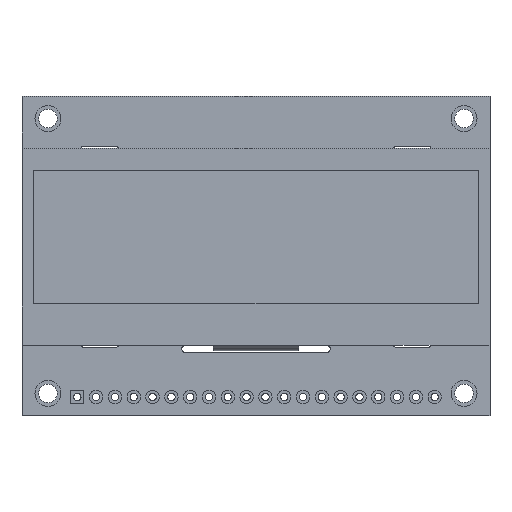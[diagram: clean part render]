
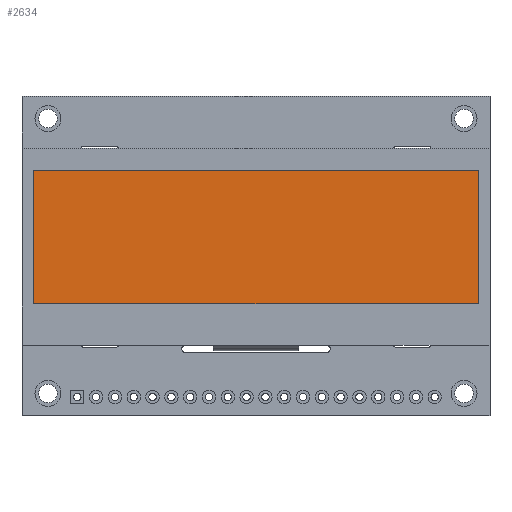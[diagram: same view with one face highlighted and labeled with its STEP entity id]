
A CAD part, top view. The second image highlights one B-rep face of the part: STEP entity #2634.
In plain terms, the highlighted planar face has unit normal (0, 0, 1).
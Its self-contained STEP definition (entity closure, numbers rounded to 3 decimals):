
#156 = EDGE_CURVE ( 'NONE', #6807, #13816, #5222, .T. ) ;
#157 = AXIS2_PLACEMENT_3D ( 'NONE', #13750, #7361, #974 ) ;
#200 = LINE ( 'NONE', #10035, #5567 ) ;
#921 = PLANE ( 'NONE',  #157 ) ;
#974 = DIRECTION ( 'NONE',  ( 1., 0., 0. ) ) ;
#990 = EDGE_CURVE ( 'NONE', #8471, #1949, #200, .T. ) ;
#1257 = CARTESIAN_POINT ( 'NONE',  ( 30., 11.55, 3.2 ) ) ;
#1330 = ORIENTED_EDGE ( 'NONE', *, *, #156, .T. ) ;
#1359 = CARTESIAN_POINT ( 'NONE',  ( 30., -6.45, 3.2 ) ) ;
#1665 = ORIENTED_EDGE ( 'NONE', *, *, #4033, .T. ) ;
#1949 = VERTEX_POINT ( 'NONE', #5306 ) ;
#2362 = VECTOR ( 'NONE', #5627, 1000. ) ;
#2634 = ADVANCED_FACE ( 'NONE', ( #10165 ), #921, .T. ) ;
#2710 = ORIENTED_EDGE ( 'NONE', *, *, #12912, .T. ) ;
#3509 = DIRECTION ( 'NONE',  ( 1., 0., 0. ) ) ;
#4033 = EDGE_CURVE ( 'NONE', #1949, #6807, #4749, .T. ) ;
#4749 = LINE ( 'NONE', #9891, #7255 ) ;
#5222 = LINE ( 'NONE', #1257, #2362 ) ;
#5306 = CARTESIAN_POINT ( 'NONE',  ( -30., -6.45, 3.2 ) ) ;
#5567 = VECTOR ( 'NONE', #11119, 1000. ) ;
#5627 = DIRECTION ( 'NONE',  ( 0., 1., 0. ) ) ;
#5779 = CARTESIAN_POINT ( 'NONE',  ( -30., 11.55, 3.2 ) ) ;
#6807 = VERTEX_POINT ( 'NONE', #1359 ) ;
#6855 = CARTESIAN_POINT ( 'NONE',  ( 30., 11.55, 3.2 ) ) ;
#7091 = LINE ( 'NONE', #5779, #9586 ) ;
#7255 = VECTOR ( 'NONE', #3509, 1000. ) ;
#7361 = DIRECTION ( 'NONE',  ( 0., 0., 1. ) ) ;
#7686 = EDGE_LOOP ( 'NONE', ( #8739, #1665, #1330, #2710 ) ) ;
#8471 = VERTEX_POINT ( 'NONE', #13075 ) ;
#8739 = ORIENTED_EDGE ( 'NONE', *, *, #990, .T. ) ;
#9586 = VECTOR ( 'NONE', #12152, 1000. ) ;
#9891 = CARTESIAN_POINT ( 'NONE',  ( -30., -6.45, 3.2 ) ) ;
#10035 = CARTESIAN_POINT ( 'NONE',  ( -30., 11.55, 3.2 ) ) ;
#10165 = FACE_OUTER_BOUND ( 'NONE', #7686, .T. ) ;
#11119 = DIRECTION ( 'NONE',  ( 0., -1., 0. ) ) ;
#12152 = DIRECTION ( 'NONE',  ( -1., 0., 0. ) ) ;
#12912 = EDGE_CURVE ( 'NONE', #13816, #8471, #7091, .T. ) ;
#13075 = CARTESIAN_POINT ( 'NONE',  ( -30., 11.55, 3.2 ) ) ;
#13750 = CARTESIAN_POINT ( 'NONE',  ( 0., 0., 3.2 ) ) ;
#13816 = VERTEX_POINT ( 'NONE', #6855 ) ;
